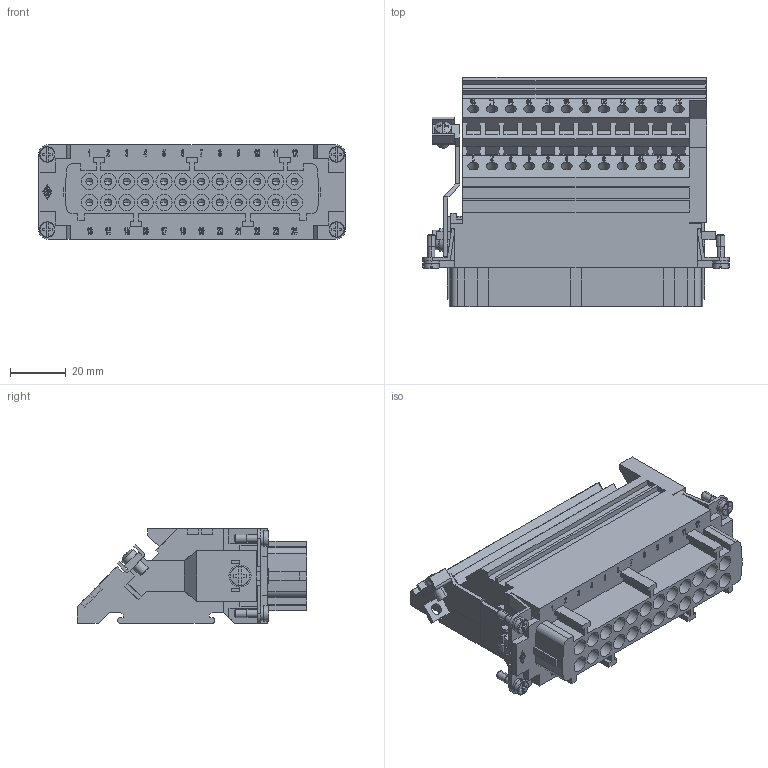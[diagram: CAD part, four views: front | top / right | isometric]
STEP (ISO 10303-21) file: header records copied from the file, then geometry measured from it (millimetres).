
FILE_DESCRIPTION((''),'2;1');
FILE_NAME('CTSEF 24 L.stp','2006-11-27T13:25:04',('gembarski'),(''),'Autodesk Inventor 7','Autodesk Inventor 7','');
FILE_SCHEMA(('AUTOMOTIVE_DESIGN { 1 0 10303 214 1 1 1 1 }'));
Length unit declared in the file: millimetre
Products named in the file (1): CTSEF 24 L
Bounding box: 110.3 x 82.5 x 34 mm (x, y, z)
Volume: 168154.4 mm3; surface area: 41271.4 mm2
Topology: 1 solids, 1 shells, 1978 faces, 5243 edges, 3398 vertices
Faces by surface type: plane 1007, bspline 851, cylinder 106, sphere 6, cone 4, torus 4
Entity records: 65713 total; most frequent: CARTESIAN_POINT 21251, ORIENTED_EDGE 10390, DIRECTION 6878, EDGE_CURVE 5195, VECTOR 3560, LINE 3560, VERTEX_POINT 3398, EDGE_LOOP 2193
